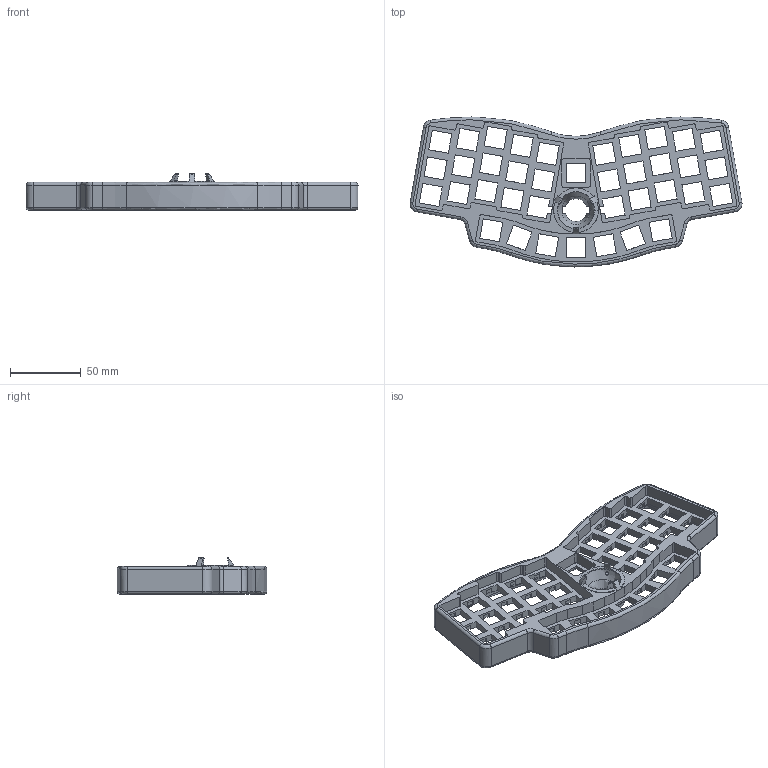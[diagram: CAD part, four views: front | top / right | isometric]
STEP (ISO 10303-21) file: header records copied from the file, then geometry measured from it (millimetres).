
FILE_DESCRIPTION(/* description */ (''),/* implementation_level */ '2;1');
FILE_NAME(/* name */ 'cocot38mini_top_v5',/* time_stamp */ '2024-01-22T23:33:00-08:00',/* author */ (''),/* organization */ (''),/* preprocessor_version */ 'ST-DEVELOPER v16.5',/* originating_system */ 'Rhino 7.25',/* authorisation */ '');
FILE_SCHEMA (('AUTOMOTIVE_DESIGN'));
Length unit declared in the file: millimetre
Products named in the file (1): Document
Bounding box: 234.24 x 105.81 x 25.52 mm (x, y, z)
Volume: 120731.2 mm3; surface area: 60565.6 mm2
Topology: 1 solids, 1 shells, 811 faces, 2344 edges, 1533 vertices
Faces by surface type: plane 619, cylinder 135, bspline 57
Full cylindrical faces by diameter (mm): 2.4 x3
Entity records: 24747 total; most frequent: CARTESIAN_POINT 9503, ORIENTED_EDGE 4682, EDGE_CURVE 2341, B_SPLINE_CURVE_WITH_KNOTS 1801, VERTEX_POINT 1533, EDGE_LOOP 890, ADVANCED_FACE 811, FACE_OUTER_BOUND 811
